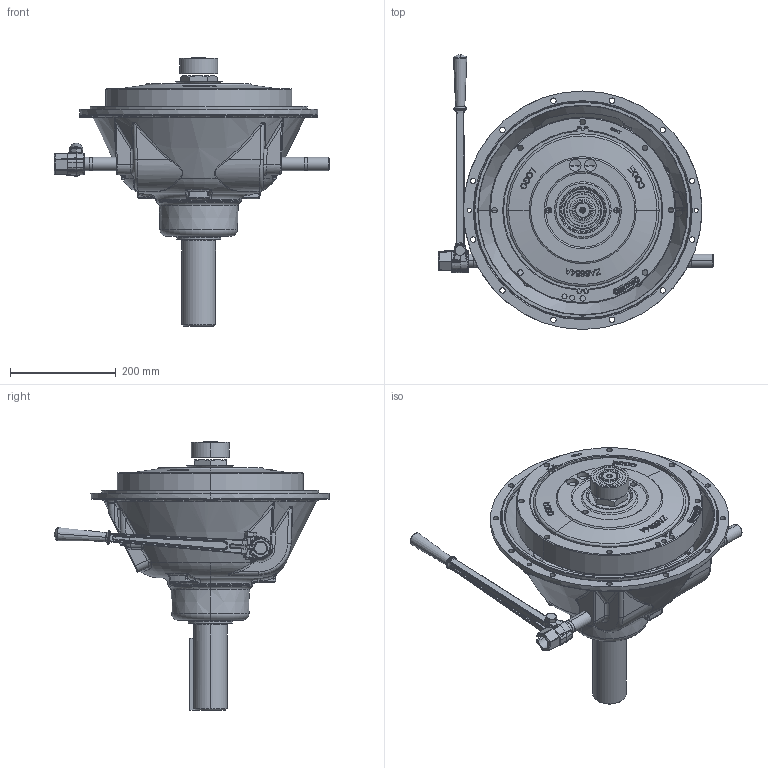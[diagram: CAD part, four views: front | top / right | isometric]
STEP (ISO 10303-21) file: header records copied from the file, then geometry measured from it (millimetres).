
FILE_DESCRIPTION (( 'STEP AP214' ), '1' );
FILE_NAME ('SP211P304.STEP', '2013-11-21T16:54:03', ( 'Windows User' ), ( '' ), 'SwSTEP 2.0', 'SolidWorks 2010', '' );
FILE_SCHEMA (( 'AUTOMOTIVE_DESIGN' ));
Length unit declared in the file: inch
Products named in the file (1): SP211P304
Bounding box: 520.7 x 519.88 x 508 mm (x, y, z)
Surface area: 1006645.3 mm2 (no closed solid volume)
Topology: 0 solids, 152 shells, 1642 faces, 6174 edges, 4521 vertices
Faces by surface type: bspline 570, plane 356, cylinder 321, torus 184, cone 162, sphere 49
Entity records: 128664 total; most frequent: CARTESIAN_POINT 62805, ORIENTED_EDGE 9062, DIRECTION 7622, EDGE_CURVE 6113, VERTEX_POINT 4512, AXIS2_PLACEMENT_3D 2966, B_SPLINE_CURVE_WITH_KNOTS 2329, CIRCLE 1893
